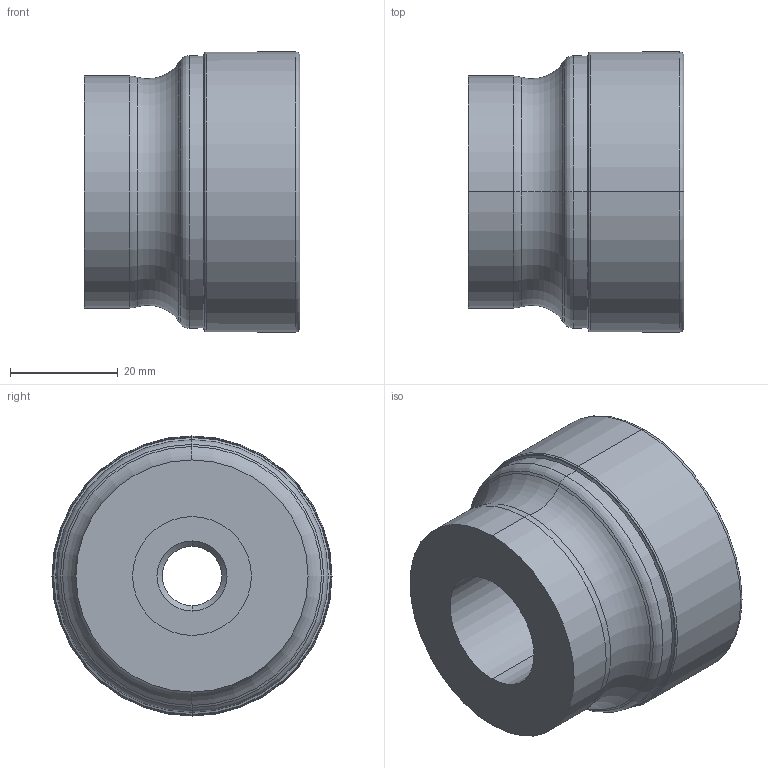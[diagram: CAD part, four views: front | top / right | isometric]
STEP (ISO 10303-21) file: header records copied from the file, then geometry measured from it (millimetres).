
FILE_DESCRIPTION(('CATIA V5 STEP Exchange'),'2;1');
FILE_NAME('Bm55587-FT_BF90_LD18-052_Z05.stp','2019-05-13T12:00:28+00:00',('none'),('none'),'CATIA Version 5-6 Release 2016 SP5 HF39','CATIA V5 STEP AP203','none');
FILE_SCHEMA(('CONFIG_CONTROL_DESIGN'));
Length unit declared in the file: millimetre
Products named in the file (1): Bm55587-KSK_Kontrolle_Schnittkontur_LDMX18
Bounding box: 40 x 51.9 x 51.9 mm (x, y, z)
Volume: 58007.3 mm3; surface area: 11895.8 mm2
Topology: 1 solids, 1 shells, 74 faces, 148 edges, 78 vertices
Faces by surface type: torus 32, cone 18, revolution 12, cylinder 8, plane 4
Entity records: 1808 total; most frequent: CARTESIAN_POINT 408, ORIENTED_EDGE 296, DIRECTION 216, AXIS2_PLACEMENT_3D 148, EDGE_CURVE 148, CIRCLE 114, EDGE_LOOP 78, VERTEX_POINT 78
